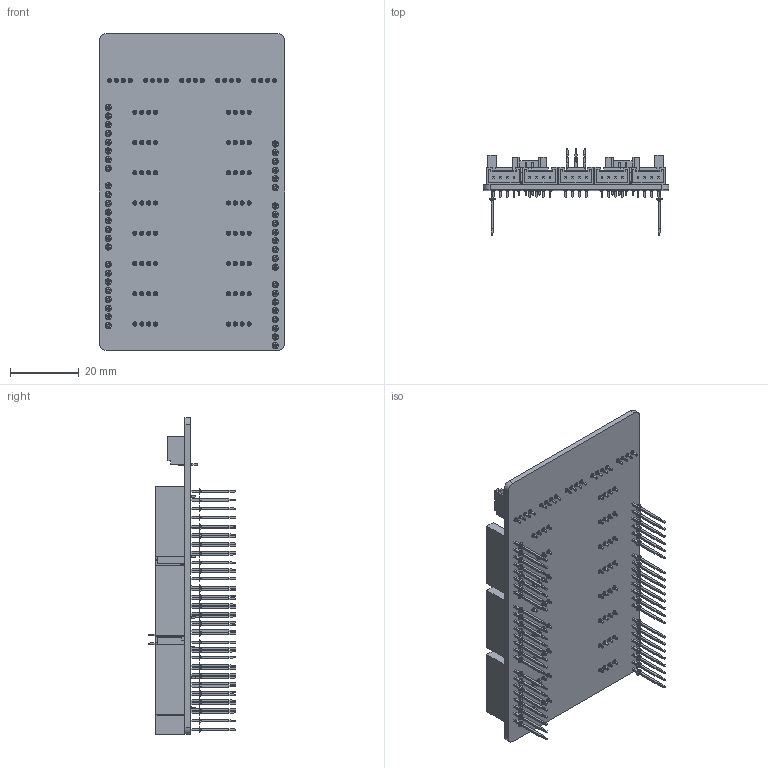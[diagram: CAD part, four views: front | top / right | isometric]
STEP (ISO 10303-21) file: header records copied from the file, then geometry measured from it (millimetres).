
FILE_DESCRIPTION(/* description */ (''),/* implementation_level */ '2;1');
FILE_NAME(/* name */ 'Global_Mega_Shield v1.step',/* time_stamp */ '2019-06-07T11:41:10+02:00',/* author */ (''),/* organization */ (''),/* preprocessor_version */ 'ST-DEVELOPER v18',/* originating_system */ 'Autodesk Translation Framework v8.2.0.1029',/* authorisation */ '');
FILE_SCHEMA (('AUTOMOTIVE_DESIGN { 1 0 10303 214 3 1 1 }'));
Length unit declared in the file: millimetre
Products named in the file (8): Global_Mega_Shield; PCB_Grove_Mega_Shield; Connecteur Grove (droit); Connecteur Grove (coudé); broche wrapping 6F; broche wrapping 8F; broche 3p long; broche 3p courts
Assembly tree (42 placements, depth 2):
  Global_Mega_Shield
    PCB_Grove_Mega_Shield
    Connecteur Grove (droit)  x16
    Connecteur Grove (coudé)  x5
    broche wrapping 6F
    broche wrapping 8F  x5
    broche 3p long  x2
    broche 3p courts  x12
Bounding box: 54 x 25.5 x 92 mm (x, y, z)
Volume: 14163 mm3; surface area: 29406.2 mm2
Topology: 156 solids, 156 shells, 6750 faces, 16334 edges, 10102 vertices
Faces by surface type: plane 5146, bspline 1088, cylinder 516
Full cylindrical faces by diameter (mm): 1.2 x84, 1.8 x52
Entity records: 35410 total; most frequent: CARTESIAN_POINT 11580, ORIENTED_EDGE 4930, DIRECTION 4275, EDGE_CURVE 2465, LINE 1693, VECTOR 1693, VERTEX_POINT 1532, AXIS2_PLACEMENT_3D 1291
